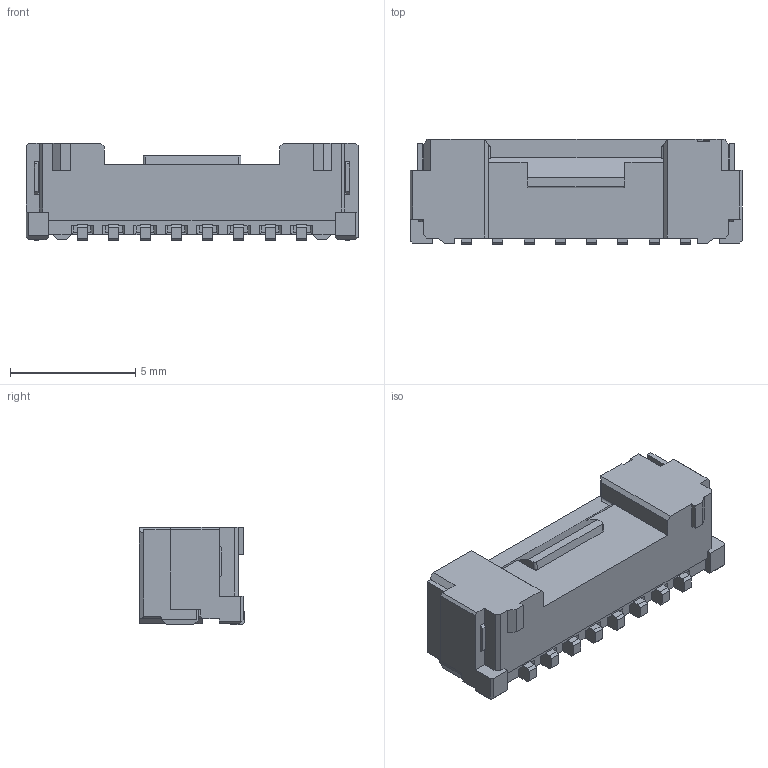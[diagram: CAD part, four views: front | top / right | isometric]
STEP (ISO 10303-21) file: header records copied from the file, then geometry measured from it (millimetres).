
FILE_DESCRIPTION(/* description */ (''),/* implementation_level */ '2;1');
FILE_NAME(/* name */ '505567-0881.step',/* time_stamp */ '2025-04-07T21:04:34-07:00',/* author */ (''),/* organization */ (''),/* preprocessor_version */ 'ST-DEVELOPER v20.1',/* originating_system */ 'Autodesk Translation Framework v14.4.0.0',/* authorisation */ '');
FILE_SCHEMA (('AUTOMOTIVE_DESIGN { 1 0 10303 214 3 1 1 }'));
Length unit declared in the file: millimetre
Products named in the file (1): 5055670881
Bounding box: 13.25 x 4.2 x 3.9 mm (x, y, z)
Volume: 108 mm3; surface area: 366.2 mm2
Topology: 1 solids, 1 shells, 397 faces, 1123 edges, 730 vertices
Faces by surface type: plane 358, cylinder 35, cone 4
Entity records: 12616 total; most frequent: CARTESIAN_POINT 2251, ORIENTED_EDGE 2246, DIRECTION 1993, EDGE_CURVE 1123, LINE 1049, VECTOR 1049, VERTEX_POINT 730, AXIS2_PLACEMENT_3D 472
